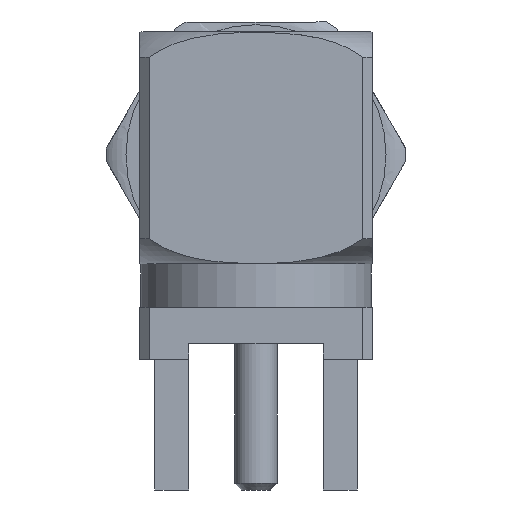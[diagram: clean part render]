
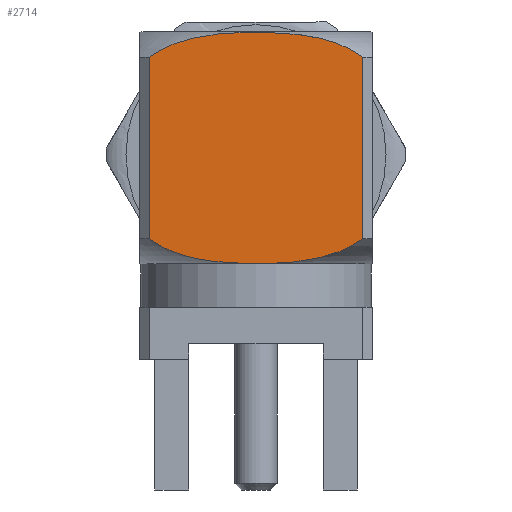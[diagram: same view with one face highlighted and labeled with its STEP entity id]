
A CAD part, front view. The second image highlights one B-rep face of the part: STEP entity #2714.
In plain terms, the highlighted planar face has unit normal (0, -1, 0).
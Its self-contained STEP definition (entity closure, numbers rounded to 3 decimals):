
#137=LINE('',#3835,#269);
#138=LINE('',#3836,#270);
#269=VECTOR('',#3199,1000.);
#270=VECTOR('',#3200,1000.);
#308=B_SPLINE_CURVE_WITH_KNOTS('',3,(#3772,#3773,#3774,#3775,#3776,#3777,
#3778),.UNSPECIFIED.,.F.,.F.,(4,1,1,1,4),(0.018,0.02,
0.021,0.023,0.025),.UNSPECIFIED.);
#313=B_SPLINE_CURVE_WITH_KNOTS('',3,(#3806,#3807,#3808,#3809,#3810,#3811,
#3812),.UNSPECIFIED.,.F.,.F.,(4,1,1,1,4),(0.018,0.02,
0.021,0.023,0.025),.UNSPECIFIED.);
#385=PLANE('',#2853);
#657=ORIENTED_EDGE('',*,*,#1063,.T.);
#658=ORIENTED_EDGE('',*,*,#1069,.T.);
#659=ORIENTED_EDGE('',*,*,#1057,.T.);
#660=ORIENTED_EDGE('',*,*,#1070,.T.);
#1057=EDGE_CURVE('',#1277,#1276,#308,.T.);
#1063=EDGE_CURVE('',#1282,#1281,#313,.T.);
#1069=EDGE_CURVE('',#1281,#1277,#137,.T.);
#1070=EDGE_CURVE('',#1276,#1282,#138,.T.);
#1276=VERTEX_POINT('',#3771);
#1277=VERTEX_POINT('',#3779);
#1281=VERTEX_POINT('',#3805);
#1282=VERTEX_POINT('',#3813);
#1494=EDGE_LOOP('',(#657,#658,#659,#660));
#1667=FACE_BOUND('',#1494,.T.);
#2714=ADVANCED_FACE('',(#1667),#385,.T.);
#2853=AXIS2_PLACEMENT_3D('',#3834,#3197,#3198);
#3197=DIRECTION('',(0.,-1.,0.));
#3198=DIRECTION('',(-1.,0.,0.));
#3199=DIRECTION('',(0.,0.,-1.));
#3200=DIRECTION('',(0.,0.,1.));
#3771=CARTESIAN_POINT('',(3.22,-3.5,2.058));
#3772=CARTESIAN_POINT('',(-3.22,-3.5,2.058));
#3773=CARTESIAN_POINT('',(-2.771,-3.5,1.724));
#3774=CARTESIAN_POINT('',(-1.687,-3.5,1.358));
#3775=CARTESIAN_POINT('',(-0.001,-3.5,1.289));
#3776=CARTESIAN_POINT('',(1.675,-3.5,1.356));
#3777=CARTESIAN_POINT('',(2.771,-3.5,1.724));
#3778=CARTESIAN_POINT('',(3.22,-3.5,2.058));
#3779=CARTESIAN_POINT('',(-3.22,-3.5,2.058));
#3805=CARTESIAN_POINT('',(-3.22,-3.5,7.532));
#3806=CARTESIAN_POINT('',(3.22,-3.5,7.532));
#3807=CARTESIAN_POINT('',(2.771,-3.5,7.866));
#3808=CARTESIAN_POINT('',(1.687,-3.5,8.232));
#3809=CARTESIAN_POINT('',(0.001,-3.5,8.301));
#3810=CARTESIAN_POINT('',(-1.675,-3.5,8.234));
#3811=CARTESIAN_POINT('',(-2.771,-3.5,7.866));
#3812=CARTESIAN_POINT('',(-3.22,-3.5,7.532));
#3813=CARTESIAN_POINT('',(3.22,-3.5,7.532));
#3834=CARTESIAN_POINT('',(3.5,-3.5,8.29));
#3835=CARTESIAN_POINT('',(-3.22,-3.5,8.29));
#3836=CARTESIAN_POINT('',(3.22,-3.5,8.29));
